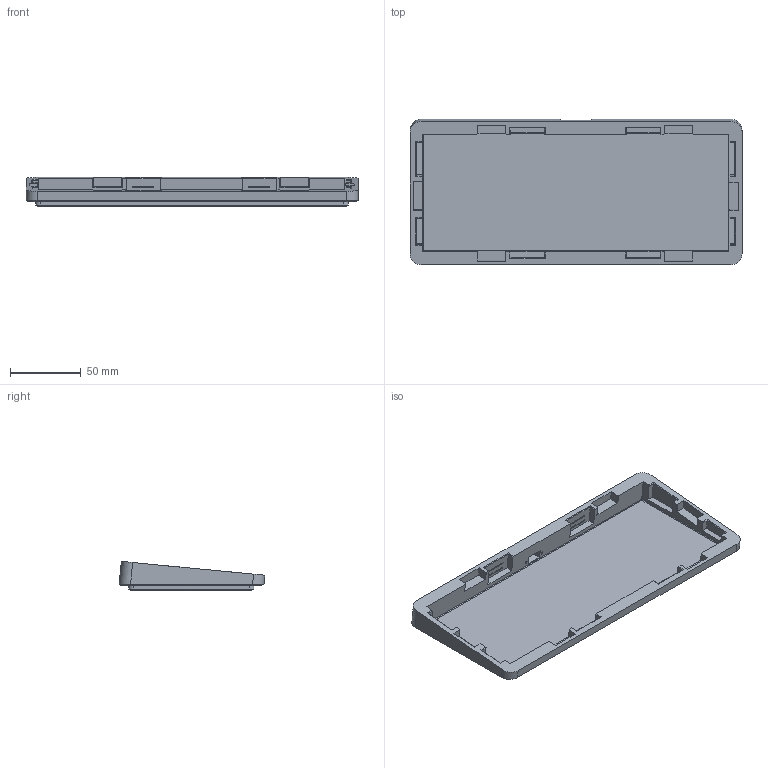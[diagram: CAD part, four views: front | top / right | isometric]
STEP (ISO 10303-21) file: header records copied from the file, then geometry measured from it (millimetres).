
FILE_DESCRIPTION(/* description */ ('','CAx-IF Rec.Pracs.---Representation and Presentation of Product Manufacturing Information (PMI)---4.0---2014-10-13'),/* implementation_level */ '2;1');
FILE_NAME(/* name */ 'grail_simplebottom.step',/* time_stamp */ '2025-02-16T14:40:59+01:00',/* author */ (''),/* organization */ (''),/* preprocessor_version */ 'ST-DEVELOPER v20',/* originating_system */ 'Autodesk Translation Framework v13.20.0.188',/* authorisation */ '');
FILE_SCHEMA (('AP242_MANAGED_MODEL_BASED_3D_ENGINEERING_MIM_LF { 1 0 10303 442 1 1 4 }'));
Length unit declared in the file: millimetre
Products named in the file (2): grail_simple; bottom final
Assembly tree (1 placements, depth 2):
  grail_simple
    bottom final
Bounding box: 235 x 103.09 x 20.63 mm (x, y, z)
Volume: 113116.8 mm3; surface area: 67377.6 mm2
Topology: 1 solids, 1 shells, 625 faces, 1570 edges, 964 vertices
Faces by surface type: bspline 340, plane 253, cylinder 22, cone 10
Full cylindrical faces by diameter (mm): 1.7 x2, 10 x4
Entity records: 28212 total; most frequent: CARTESIAN_POINT 15702, ORIENTED_EDGE 3132, EDGE_CURVE 1566, DIRECTION 1508, VERTEX_POINT 964, LINE 796, VECTOR 796, B_SPLINE_CURVE_WITH_KNOTS 702
